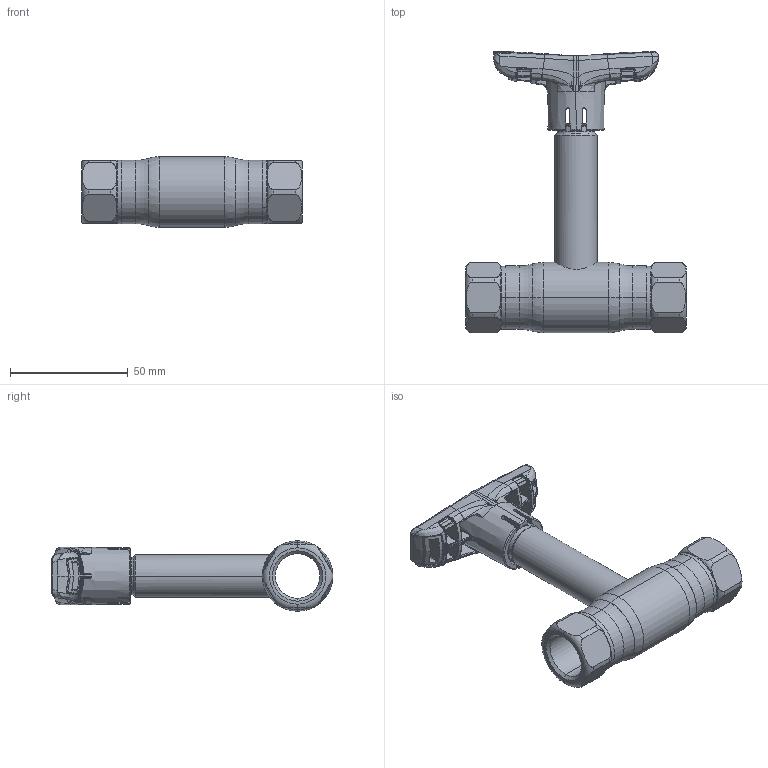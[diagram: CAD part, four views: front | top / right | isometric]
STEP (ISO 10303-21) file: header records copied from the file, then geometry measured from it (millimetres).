
FILE_DESCRIPTION (( 'STEP AP214' ), '1' );
FILE_NAME ('1015002031-2401.step', '2023-09-14T08:38:18', ( '' ), ( '' ), 'SwSTEP 2.0', 'SolidWorks 2021', '' );
FILE_SCHEMA (( 'AUTOMOTIVE_DESIGN' ));
Length unit declared in the file: millimetre
Products named in the file (1): 1015002031-2401
Bounding box: 94 x 119.86 x 30 mm (x, y, z)
Surface area: 23542.7 mm2 (no closed solid volume)
Topology: 0 solids, 6 shells, 732 faces, 2099 edges, 1295 vertices
Faces by surface type: bspline 551, plane 61, torus 45, cylinder 44, cone 19, sphere 12
Entity records: 55326 total; most frequent: CARTESIAN_POINT 33094, ORIENTED_EDGE 3711, EDGE_CURVE 2095, DIRECTION 1528, B_SPLINE_CURVE_WITH_KNOTS 1426, VERTEX_POINT 1295, EDGE_LOOP 740, UNCERTAINTY_MEASURE_WITH_UNIT 734
